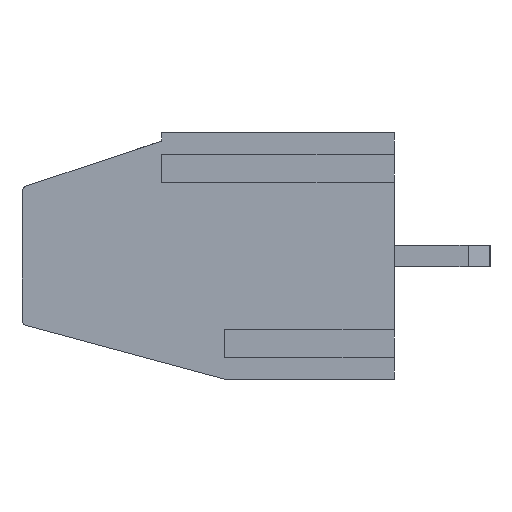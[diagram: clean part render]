
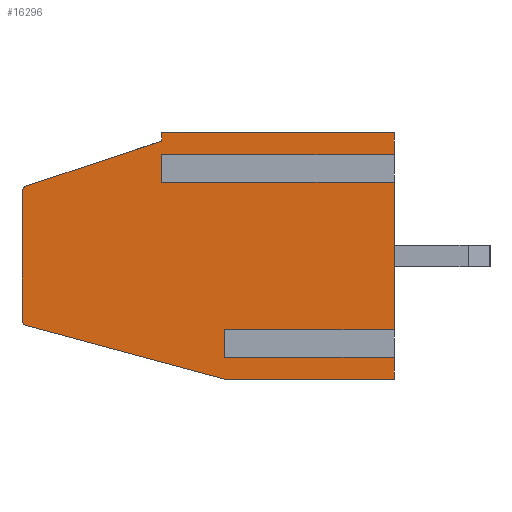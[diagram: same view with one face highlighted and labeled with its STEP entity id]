
A CAD part, left-side view. The second image highlights one B-rep face of the part: STEP entity #16296.
In plain terms, the highlighted planar face has unit normal (-1, 0, 0).
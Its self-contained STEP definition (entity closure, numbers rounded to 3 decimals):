
#163 = CARTESIAN_POINT ( 'NONE',  ( 0., 6.2, 1.593 ) ) ;
#201 = ORIENTED_EDGE ( 'NONE', *, *, #27003, .T. ) ;
#350 = CARTESIAN_POINT ( 'NONE',  ( 0., 0., 9. ) ) ;
#702 = ORIENTED_EDGE ( 'NONE', *, *, #1471, .T. ) ;
#1055 = DIRECTION ( 'NONE',  ( 0., 0., 1. ) ) ;
#1191 = CARTESIAN_POINT ( 'NONE',  ( 0., 13.6, 6.856 ) ) ;
#1284 = ORIENTED_EDGE ( 'NONE', *, *, #26688, .F. ) ;
#1471 = EDGE_CURVE ( 'NONE', #24721, #9350, #22907, .T. ) ;
#1668 = ORIENTED_EDGE ( 'NONE', *, *, #6870, .F. ) ;
#2025 = EDGE_CURVE ( 'NONE', #9676, #11117, #21439, .T. ) ;
#2238 = VERTEX_POINT ( 'NONE', #8968 ) ;
#2700 = CARTESIAN_POINT ( 'NONE',  ( 0., 6.2, 1.007 ) ) ;
#4869 = CARTESIAN_POINT ( 'NONE',  ( 0., 8.5, 7.407 ) ) ;
#4906 = DIRECTION ( 'NONE',  ( 0., -0.949, 0.316 ) ) ;
#4952 = VECTOR ( 'NONE', #34127, 1000. ) ;
#4982 = VECTOR ( 'NONE', #19181, 1000. ) ;
#5467 = LINE ( 'NONE', #32091, #12854 ) ;
#5870 = VERTEX_POINT ( 'NONE', #40788 ) ;
#5906 = CARTESIAN_POINT ( 'NONE',  ( 0., 13.6, 2.153 ) ) ;
#5977 = DIRECTION ( 'NONE',  ( 1., 0., 0. ) ) ;
#5991 = LINE ( 'NONE', #32215, #27636 ) ;
#6084 = LINE ( 'NONE', #25674, #4982 ) ;
#6110 = DIRECTION ( 'NONE',  ( 0., -1., 0. ) ) ;
#6130 = EDGE_CURVE ( 'NONE', #24721, #5870, #21016, .T. ) ;
#6870 = EDGE_CURVE ( 'NONE', #9296, #31625, #17727, .T. ) ;
#6936 = ORIENTED_EDGE ( 'NONE', *, *, #2025, .F. ) ;
#7089 = ORIENTED_EDGE ( 'NONE', *, *, #12544, .F. ) ;
#7246 = CIRCLE ( 'NONE', #18918, 0.2 ) ;
#7733 = EDGE_CURVE ( 'NONE', #9296, #17309, #17834, .T. ) ;
#8463 = VERTEX_POINT ( 'NONE', #19637 ) ;
#8508 = LINE ( 'NONE', #35340, #39811 ) ;
#8676 = CARTESIAN_POINT ( 'NONE',  ( 0., 0., 9. ) ) ;
#8968 = CARTESIAN_POINT ( 'NONE',  ( 0., 0., 7.407 ) ) ;
#9032 = VECTOR ( 'NONE', #6110, 1000. ) ;
#9224 = EDGE_CURVE ( 'NONE', #34430, #22051, #8508, .T. ) ;
#9296 = VERTEX_POINT ( 'NONE', #5906 ) ;
#9350 = VERTEX_POINT ( 'NONE', #31669 ) ;
#9361 = DIRECTION ( 'NONE',  ( 0., 0., -1. ) ) ;
#9525 = LINE ( 'NONE', #163, #9032 ) ;
#9605 = VECTOR ( 'NONE', #4906, 1000. ) ;
#9626 = DIRECTION ( 'NONE',  ( 0., 0., 1. ) ) ;
#9676 = VERTEX_POINT ( 'NONE', #10330 ) ;
#10171 = DIRECTION ( 'NONE',  ( 0., 0., 1. ) ) ;
#10330 = CARTESIAN_POINT ( 'NONE',  ( 0., 13.463, 7.046 ) ) ;
#10576 = LINE ( 'NONE', #25932, #17206 ) ;
#10752 = DIRECTION ( 'NONE',  ( 0., -1., 0. ) ) ;
#10962 = ORIENTED_EDGE ( 'NONE', *, *, #25715, .T. ) ;
#10970 = ORIENTED_EDGE ( 'NONE', *, *, #11016, .T. ) ;
#11016 = EDGE_CURVE ( 'NONE', #16274, #8463, #5991, .T. ) ;
#11117 = VERTEX_POINT ( 'NONE', #23378 ) ;
#11550 = VECTOR ( 'NONE', #23839, 1000. ) ;
#11814 = VECTOR ( 'NONE', #10752, 1000. ) ;
#12009 = DIRECTION ( 'NONE',  ( 0., -1., 0. ) ) ;
#12408 = AXIS2_PLACEMENT_3D ( 'NONE', #39044, #5977, #41403 ) ;
#12544 = EDGE_CURVE ( 'NONE', #37670, #39059, #22229, .T. ) ;
#12854 = VECTOR ( 'NONE', #18534, 1000. ) ;
#12958 = VECTOR ( 'NONE', #19680, 1000. ) ;
#13180 = LINE ( 'NONE', #350, #15632 ) ;
#13930 = CARTESIAN_POINT ( 'NONE',  ( 0., 6.2, 0. ) ) ;
#14170 = ORIENTED_EDGE ( 'NONE', *, *, #9224, .F. ) ;
#14759 = ORIENTED_EDGE ( 'NONE', *, *, #18408, .F. ) ;
#14972 = VECTOR ( 'NONE', #12009, 1000. ) ;
#15632 = VECTOR ( 'NONE', #10171, 1000. ) ;
#16274 = VERTEX_POINT ( 'NONE', #30934 ) ;
#16296 = ADVANCED_FACE ( 'NONE', ( #27919 ), #40973, .F. ) ;
#16377 = LINE ( 'NONE', #2700, #11814 ) ;
#16720 = ORIENTED_EDGE ( 'NONE', *, *, #24345, .T. ) ;
#16893 = CARTESIAN_POINT ( 'NONE',  ( 0., 8.5, 9. ) ) ;
#16896 = CARTESIAN_POINT ( 'NONE',  ( 0., 13.6, 9. ) ) ;
#17166 = EDGE_CURVE ( 'NONE', #8463, #21981, #9525, .T. ) ;
#17206 = VECTOR ( 'NONE', #26762, 1000. ) ;
#17309 = VERTEX_POINT ( 'NONE', #41007 ) ;
#17354 = LINE ( 'NONE', #27087, #4952 ) ;
#17727 = LINE ( 'NONE', #16896, #25362 ) ;
#17834 = CIRCLE ( 'NONE', #31622, 0.2 ) ;
#18156 = DIRECTION ( 'NONE',  ( 0., 0., -1. ) ) ;
#18194 = CARTESIAN_POINT ( 'NONE',  ( 0., 13.6, 7. ) ) ;
#18393 = EDGE_CURVE ( 'NONE', #22051, #2238, #6084, .T. ) ;
#18408 = EDGE_CURVE ( 'NONE', #16274, #22943, #16377, .T. ) ;
#18534 = DIRECTION ( 'NONE',  ( 0., 0.965, 0.261 ) ) ;
#18539 = DIRECTION ( 'NONE',  ( 0., 0., 1. ) ) ;
#18918 = AXIS2_PLACEMENT_3D ( 'NONE', #28755, #35161, #9361 ) ;
#19181 = DIRECTION ( 'NONE',  ( 0., -1., 0. ) ) ;
#19637 = CARTESIAN_POINT ( 'NONE',  ( 0., 6.2, 1.593 ) ) ;
#19680 = DIRECTION ( 'NONE',  ( 0., -1., 0. ) ) ;
#21016 = LINE ( 'NONE', #13930, #11550 ) ;
#21439 = LINE ( 'NONE', #18194, #9605 ) ;
#21690 = CARTESIAN_POINT ( 'NONE',  ( 0., 8.5, 7.993 ) ) ;
#21981 = VERTEX_POINT ( 'NONE', #39600 ) ;
#22051 = VERTEX_POINT ( 'NONE', #4869 ) ;
#22229 = LINE ( 'NONE', #28723, #27745 ) ;
#22907 = LINE ( 'NONE', #29802, #12958 ) ;
#22943 = VERTEX_POINT ( 'NONE', #34638 ) ;
#23378 = CARTESIAN_POINT ( 'NONE',  ( 0., 8.5, 8.7 ) ) ;
#23839 = DIRECTION ( 'NONE',  ( 0., 0., 1. ) ) ;
#23956 = EDGE_CURVE ( 'NONE', #5870, #17309, #5467, .T. ) ;
#24162 = EDGE_LOOP ( 'NONE', ( #6936, #26008, #1668, #35201, #36397, #40751, #702, #34991, #14759, #10970, #24944, #10962, #38129, #14170, #16720, #201, #7089, #1284 ) ) ;
#24345 = EDGE_CURVE ( 'NONE', #34430, #31044, #41407, .T. ) ;
#24721 = VERTEX_POINT ( 'NONE', #41978 ) ;
#24944 = ORIENTED_EDGE ( 'NONE', *, *, #17166, .T. ) ;
#25336 = CARTESIAN_POINT ( 'NONE',  ( 0., 0., 7.993 ) ) ;
#25362 = VECTOR ( 'NONE', #1055, 1000. ) ;
#25674 = CARTESIAN_POINT ( 'NONE',  ( 0., 8.5, 7.407 ) ) ;
#25715 = EDGE_CURVE ( 'NONE', #21981, #2238, #13180, .T. ) ;
#25932 = CARTESIAN_POINT ( 'NONE',  ( 0., 8.5, 8.7 ) ) ;
#26008 = ORIENTED_EDGE ( 'NONE', *, *, #37941, .T. ) ;
#26089 = CARTESIAN_POINT ( 'NONE',  ( 0., 13.4, 2.153 ) ) ;
#26688 = EDGE_CURVE ( 'NONE', #11117, #37670, #10576, .T. ) ;
#26762 = DIRECTION ( 'NONE',  ( 0., 0., 1. ) ) ;
#27003 = EDGE_CURVE ( 'NONE', #31044, #39059, #17354, .T. ) ;
#27087 = CARTESIAN_POINT ( 'NONE',  ( 0., 0., 9. ) ) ;
#27636 = VECTOR ( 'NONE', #9626, 1000. ) ;
#27745 = VECTOR ( 'NONE', #41752, 1000. ) ;
#27919 = FACE_OUTER_BOUND ( 'NONE', #24162, .T. ) ;
#28723 = CARTESIAN_POINT ( 'NONE',  ( 0., 13.6, 9. ) ) ;
#28755 = CARTESIAN_POINT ( 'NONE',  ( 0., 13.4, 6.856 ) ) ;
#29488 = DIRECTION ( 'NONE',  ( -1., 0., 0. ) ) ;
#29802 = CARTESIAN_POINT ( 'NONE',  ( 0., 13.6, 0. ) ) ;
#30934 = CARTESIAN_POINT ( 'NONE',  ( 0., 6.2, 1.007 ) ) ;
#31044 = VERTEX_POINT ( 'NONE', #25336 ) ;
#31212 = CARTESIAN_POINT ( 'NONE',  ( 0., 0., 9. ) ) ;
#31622 = AXIS2_PLACEMENT_3D ( 'NONE', #26089, #29488, #39123 ) ;
#31625 = VERTEX_POINT ( 'NONE', #1191 ) ;
#31669 = CARTESIAN_POINT ( 'NONE',  ( 0., 0., 0. ) ) ;
#32091 = CARTESIAN_POINT ( 'NONE',  ( 0., 13.6, 2. ) ) ;
#32215 = CARTESIAN_POINT ( 'NONE',  ( 0., 6.2, 1.007 ) ) ;
#34127 = DIRECTION ( 'NONE',  ( 0., 0., 1. ) ) ;
#34430 = VERTEX_POINT ( 'NONE', #37943 ) ;
#34638 = CARTESIAN_POINT ( 'NONE',  ( 0., 0., 1.007 ) ) ;
#34991 = ORIENTED_EDGE ( 'NONE', *, *, #38088, .T. ) ;
#35161 = DIRECTION ( 'NONE',  ( -1., 0., 0. ) ) ;
#35201 = ORIENTED_EDGE ( 'NONE', *, *, #7733, .T. ) ;
#35340 = CARTESIAN_POINT ( 'NONE',  ( 0., 8.5, 7.993 ) ) ;
#36397 = ORIENTED_EDGE ( 'NONE', *, *, #23956, .F. ) ;
#37492 = VECTOR ( 'NONE', #18539, 1000. ) ;
#37670 = VERTEX_POINT ( 'NONE', #16893 ) ;
#37941 = EDGE_CURVE ( 'NONE', #9676, #31625, #7246, .T. ) ;
#37943 = CARTESIAN_POINT ( 'NONE',  ( 0., 8.5, 7.993 ) ) ;
#38088 = EDGE_CURVE ( 'NONE', #9350, #22943, #38117, .T. ) ;
#38117 = LINE ( 'NONE', #8676, #37492 ) ;
#38129 = ORIENTED_EDGE ( 'NONE', *, *, #18393, .F. ) ;
#39044 = CARTESIAN_POINT ( 'NONE',  ( 0., 13.6, 9. ) ) ;
#39059 = VERTEX_POINT ( 'NONE', #31212 ) ;
#39123 = DIRECTION ( 'NONE',  ( 0., 0., -1. ) ) ;
#39600 = CARTESIAN_POINT ( 'NONE',  ( 0., 0., 1.593 ) ) ;
#39811 = VECTOR ( 'NONE', #18156, 1000. ) ;
#40751 = ORIENTED_EDGE ( 'NONE', *, *, #6130, .F. ) ;
#40788 = CARTESIAN_POINT ( 'NONE',  ( 0., 6.2, 0. ) ) ;
#40973 = PLANE ( 'NONE',  #12408 ) ;
#41007 = CARTESIAN_POINT ( 'NONE',  ( 0., 13.452, 1.96 ) ) ;
#41403 = DIRECTION ( 'NONE',  ( 0., 0., -1. ) ) ;
#41407 = LINE ( 'NONE', #21690, #14972 ) ;
#41752 = DIRECTION ( 'NONE',  ( 0., -1., 0. ) ) ;
#41978 = CARTESIAN_POINT ( 'NONE',  ( 0., 6.2, 0. ) ) ;
